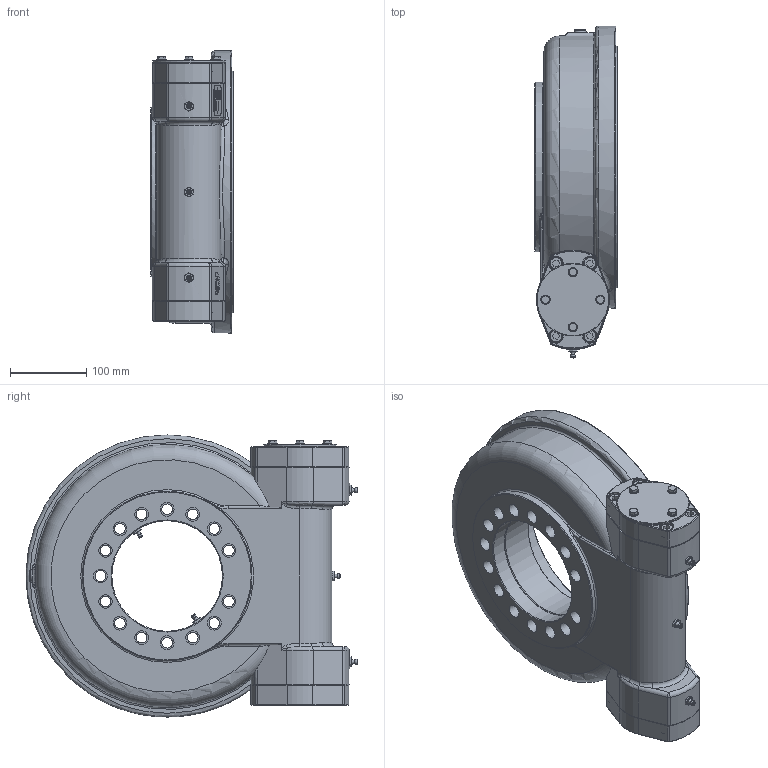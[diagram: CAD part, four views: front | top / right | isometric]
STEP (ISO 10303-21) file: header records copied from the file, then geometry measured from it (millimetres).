
FILE_DESCRIPTION (( 'STEP AP214' ), '1' );
FILE_NAME ('TE314-A0-RM-SH.STEP', '2016-12-15T11:39:12', ( '' ), ( '' ), 'SwSTEP 2.0', 'SolidWorks 2015', '' );
FILE_SCHEMA (( 'AUTOMOTIVE_DESIGN' ));
Length unit declared in the file: millimetre
Products named in the file (1): TE314-A0-RM-SH
Bounding box: 108 x 435.16 x 370 mm (x, y, z)
Surface area: 618545.8 mm2 (no closed solid volume)
Topology: 0 solids, 53 shells, 595 faces, 2052 edges, 1507 vertices
Faces by surface type: plane 251, cylinder 155, torus 82, cone 80, bspline 21, sphere 6
Full cylindrical faces by diameter (mm): 3 x6, 10.2 x2, 12 x4, 14 x16, 15 x4, 16 x2, 18 x39, 22 x1, 40 x1, 50 x1, 82.5 x1, 95 x1, 145 x2, 222 x1, 222.5 x2, 320 x2, 360 x1, 370 x1
Entity records: 32253 total; most frequent: CARTESIAN_POINT 9249, DIRECTION 3179, ORIENTED_EDGE 2896, EDGE_CURVE 1872, VERTEX_POINT 1476, AXIS2_PLACEMENT_3D 1162, EDGE_LOOP 952, LINE 855
